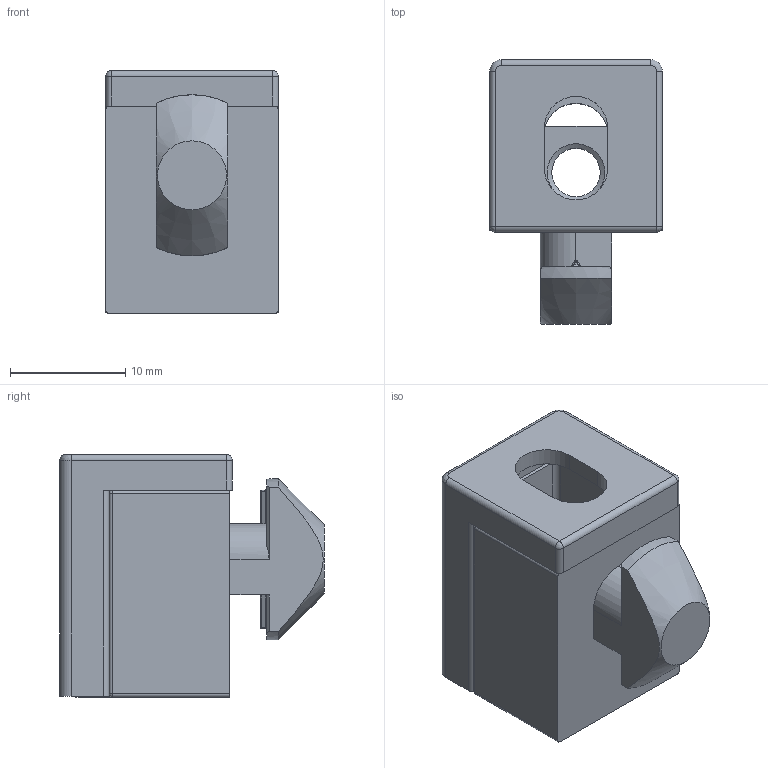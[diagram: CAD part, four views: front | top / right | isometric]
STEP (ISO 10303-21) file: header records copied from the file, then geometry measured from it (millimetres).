
FILE_DESCRIPTION(/* description */ ('STEP AP214'),/* implementation_level */ '2;1');
FILE_NAME(/* name */ '11086_KriTec_Multiblock_6_PA.stp',/* time_stamp */ '2020-06-15T11:08:51+02:00',/* author */ ('jendrek'),/* organization */ (''),/* preprocessor_version */ 'ST-DEVELOPER v17',/* originating_system */ 'Autodesk Inventor 2018',/* authorisation */ '');
FILE_SCHEMA (('AUTOMOTIVE_DESIGN { 1 0 10303 214 3 1 1 }'));
Length unit declared in the file: millimetre
Products named in the file (4): 11086 KriTec Multiblock 6 PA, schwarz; 094501_094 504; 094503_094 503; 4din557m5m_Standard
Assembly tree (3 placements, depth 2):
  11086 KriTec Multiblock 6 PA, schwarz
    094501_094 504
    094503_094 503
    4din557m5m_Standard
Bounding box: 15 x 23 x 21.1 mm (x, y, z)
Volume: 3498 mm3; surface area: 4096.5 mm2
Topology: 3 solids, 3 shells, 239 faces, 603 edges, 349 vertices
Faces by surface type: cylinder 96, plane 79, bspline 28, sphere 18, cone 9, torus 9
Full cylindrical faces by diameter (mm): 4.2 x1, 5 x2
Entity records: 7833 total; most frequent: CARTESIAN_POINT 2182, DIRECTION 1191, ORIENTED_EDGE 1154, EDGE_CURVE 577, AXIS2_PLACEMENT_3D 448, VERTEX_POINT 349, LINE 295, VECTOR 295
